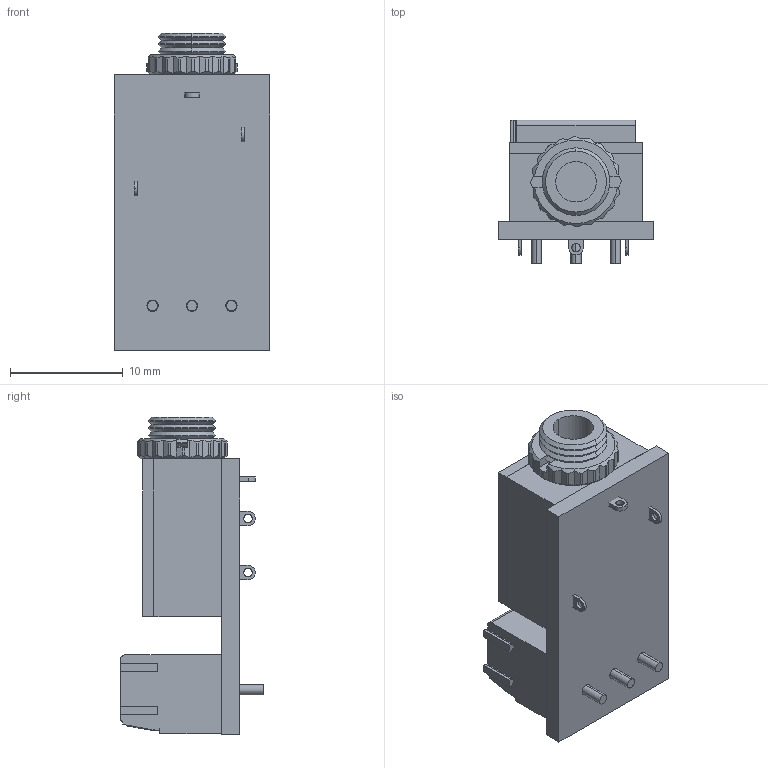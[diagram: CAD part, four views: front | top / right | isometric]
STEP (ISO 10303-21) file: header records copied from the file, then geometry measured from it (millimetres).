
FILE_DESCRIPTION (( 'STEP AP214' ), '1' );
FILE_NAME ('35MMFT.STEP', '2013-02-15T14:55:08', ( 'x' ), ( '' ), 'SwSTEP 2.0', 'SolidWorks 2012', '' );
FILE_SCHEMA (( 'AUTOMOTIVE_DESIGN' ));
Length unit declared in the file: inch
Products named in the file (6): 3AB13-022; 3AA02-019; 3AB13-022-MA1_SJ1-3513; 35MMFT-MA1; 3AC10-004; 35MMFT
Assembly tree (5 placements, depth 3):
  35MMFT
    3AC10-004
    35MMFT-MA1
    3AB13-022
      3AB13-022-MA1_SJ1-3513
      3AA02-019
Bounding box: 13.8 x 12.75 x 28.2 mm (x, y, z)
Volume: 2334.8 mm3; surface area: 2797.2 mm2
Topology: 5 solids, 5 shells, 385 faces, 1026 edges, 672 vertices
Faces by surface type: plane 275, cylinder 70, cone 28, bspline 12
Entity records: 14478 total; most frequent: CARTESIAN_POINT 2770, ORIENTED_EDGE 2052, DIRECTION 1868, EDGE_CURVE 1026, LINE 712, VECTOR 712, VERTEX_POINT 672, AXIS2_PLACEMENT_3D 578
